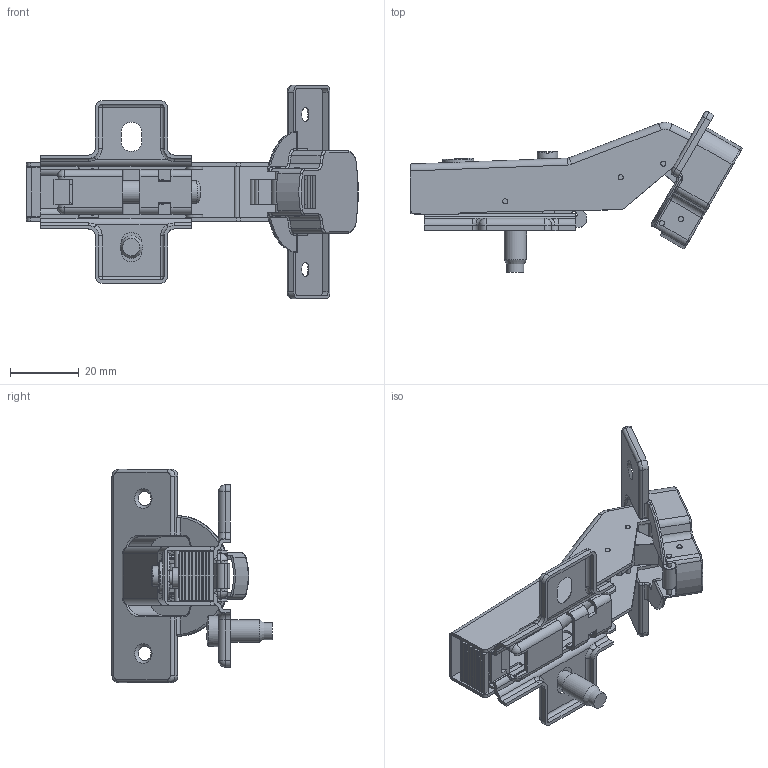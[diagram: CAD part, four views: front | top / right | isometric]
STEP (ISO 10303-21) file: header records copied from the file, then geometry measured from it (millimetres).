
FILE_DESCRIPTION(/* description */ (''),/* implementation_level */ '2;1');
FILE_NAME(/* name */ 'ZM-HCKT30-BE-S.stp',/* time_stamp */ '2025-03-28T14:47:41+01:00',/* author */ ('tomaszw'),/* organization */ (''),/* preprocessor_version */ 'ST-DEVELOPER v20',/* originating_system */ 'Autodesk Inventor 2025',/* authorisation */ '');
FILE_SCHEMA (('AUTOMOTIVE_DESIGN { 1 0 10303 214 3 1 1 }'));
Length unit declared in the file: millimetre
Products named in the file (12): ZM-HCKT30-ZE-S; ZM-HCKT_2; ZM-HCKT30; ZM-HCKT_1; ZM-HCKT_3; Inset Hinge Euro Screw; ZM-HCKT_5; ZM-HCKT_6; ZM-HCKT_Pin2; ZM-HCKT-P_1; ZM-HCKT_4_1; ZM-HCKT_Pin1
Assembly tree (16 placements, depth 2):
  ZM-HCKT30-ZE-S
    ZM-HCKT_2
    ZM-HCKT30
    ZM-HCKT_1
    ZM-HCKT_3
    ZM-HCKT_Pin2  x4
    ZM-HCKT_Pin1  x3
    Inset Hinge Euro Screw
    ZM-HCKT_5
    ZM-HCKT_6
    ZM-HCKT-P_1
    ZM-HCKT_4_1
Bounding box: 96.46 x 46.54 x 62 mm (x, y, z)
Volume: 12846.1 mm3; surface area: 26451.3 mm2
Topology: 17 solids, 17 shells, 987 faces, 2555 edges, 1598 vertices
Faces by surface type: plane 457, cylinder 305, torus 104, bspline 92, cone 15, sphere 14
Full cylindrical faces by diameter (mm): 1.167 x1, 1.5 x26, 4 x1, 5 x1, 5.5 x1, 6 x2, 6.5 x3, 9 x2
Entity records: 32785 total; most frequent: CARTESIAN_POINT 7292, ORIENTED_EDGE 5064, DIRECTION 4964, EDGE_CURVE 2532, AXIS2_PLACEMENT_3D 1720, VERTEX_POINT 1587, LINE 1524, VECTOR 1524
